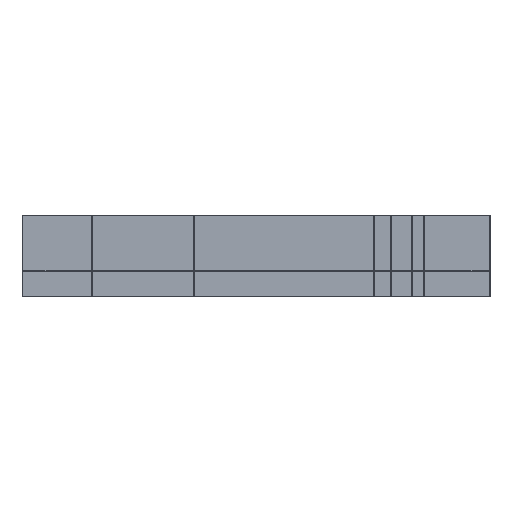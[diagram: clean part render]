
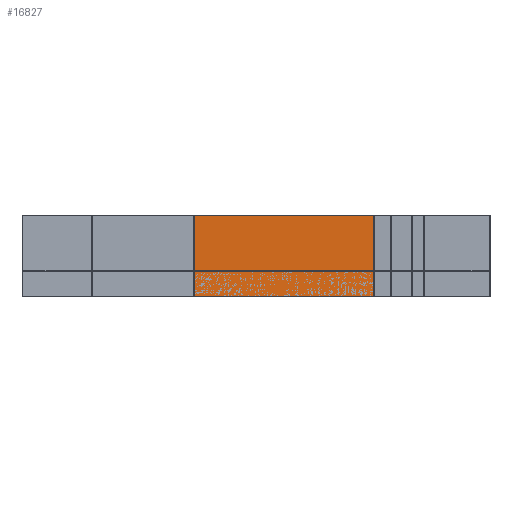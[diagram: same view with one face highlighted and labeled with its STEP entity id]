
A CAD part, front view. The second image highlights one B-rep face of the part: STEP entity #16827.
In plain terms, the highlighted planar face has unit normal (0, -1, 0).
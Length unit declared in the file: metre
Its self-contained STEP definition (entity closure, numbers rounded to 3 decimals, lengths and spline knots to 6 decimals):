
#741=PLANE('',#17781);
#1628=FACE_OUTER_BOUND('',#2535,.T.);
#2535=EDGE_LOOP('',(#13123,#13124,#13125,#13126));
#3653=LINE('',#25886,#5781);
#3659=LINE('',#25898,#5787);
#3660=LINE('',#25899,#5788);
#3661=LINE('',#25900,#5789);
#5781=VECTOR('',#19486,0.01);
#5787=VECTOR('',#19496,0.01);
#5788=VECTOR('',#19497,0.01);
#5789=VECTOR('',#19498,0.01);
#8045=VERTEX_POINT('',#25884);
#8046=VERTEX_POINT('',#25885);
#8049=VERTEX_POINT('',#25896);
#8050=VERTEX_POINT('',#25897);
#9938=EDGE_CURVE('',#8045,#8046,#3653,.T.);
#9944=EDGE_CURVE('',#8049,#8050,#3659,.T.);
#9945=EDGE_CURVE('',#8050,#8046,#3660,.T.);
#9946=EDGE_CURVE('',#8049,#8045,#3661,.T.);
#13123=ORIENTED_EDGE('',*,*,#9944,.T.);
#13124=ORIENTED_EDGE('',*,*,#9945,.T.);
#13125=ORIENTED_EDGE('',*,*,#9938,.F.);
#13126=ORIENTED_EDGE('',*,*,#9946,.F.);
#16827=ADVANCED_FACE('',(#1628),#741,.T.);
#17781=AXIS2_PLACEMENT_3D('',#25895,#19494,#19495);
#19486=DIRECTION('',(0.,0.,-1.));
#19494=DIRECTION('center_axis',(0.,-1.,0.));
#19495=DIRECTION('ref_axis',(0.,0.,-1.));
#19496=DIRECTION('',(0.,0.,-1.));
#19497=DIRECTION('',(1.,0.,0.));
#19498=DIRECTION('',(1.,0.,0.));
#25884=CARTESIAN_POINT('',(3.9,-6.4,10.));
#25885=CARTESIAN_POINT('',(3.9,-6.4,0.));
#25886=CARTESIAN_POINT('',(3.9,-6.4,5.05));
#25895=CARTESIAN_POINT('Origin',(-18.1,-6.4,10.));
#25896=CARTESIAN_POINT('',(-18.1,-6.4,10.));
#25897=CARTESIAN_POINT('',(-18.1,-6.4,0.));
#25898=CARTESIAN_POINT('',(-18.1,-6.4,5.05));
#25899=CARTESIAN_POINT('',(-18.1,-6.4,0.));
#25900=CARTESIAN_POINT('',(-18.1,-6.4,10.));
